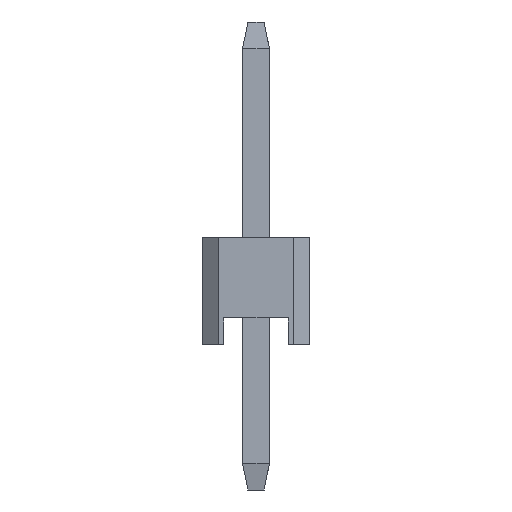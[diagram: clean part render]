
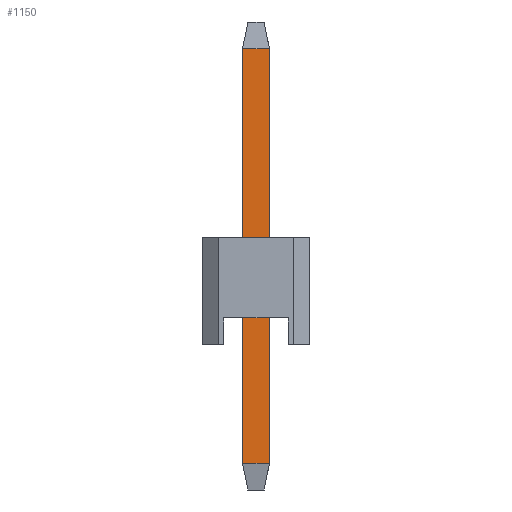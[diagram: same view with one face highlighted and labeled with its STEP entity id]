
A CAD part, left-side view. The second image highlights one B-rep face of the part: STEP entity #1150.
In plain terms, the highlighted planar face has unit normal (-1, 0, 0).
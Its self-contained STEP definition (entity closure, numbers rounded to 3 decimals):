
#1150=ADVANCED_FACE('',(#1912),#12162,.T.);
#1912=FACE_OUTER_BOUND('',#2732,.T.);
#2732=EDGE_LOOP('',(#6441,#6442,#6443,#6444));
#6441=ORIENTED_EDGE('',*,*,#8344,.F.);
#6442=ORIENTED_EDGE('',*,*,#8345,.F.);
#6443=ORIENTED_EDGE('',*,*,#8346,.F.);
#6444=ORIENTED_EDGE('',*,*,#8343,.F.);
#8343=EDGE_CURVE('',#11401,#11402,#10217,.T.);
#8344=EDGE_CURVE('',#11403,#11401,#10218,.T.);
#8345=EDGE_CURVE('',#11404,#11403,#10219,.T.);
#8346=EDGE_CURVE('',#11402,#11404,#10220,.T.);
#10217=B_SPLINE_CURVE_WITH_KNOTS('',1,(#19359,#19360),.UNSPECIFIED.,.F.,
 .F.,(2,2),(-7.7,0.),.UNSPECIFIED.);
#10218=B_SPLINE_CURVE_WITH_KNOTS('',1,(#19361,#19362),.UNSPECIFIED.,.F.,
 .F.,(2,2),(-0.5,0.),.UNSPECIFIED.);
#10219=B_SPLINE_CURVE_WITH_KNOTS('',1,(#19363,#19364),.UNSPECIFIED.,.F.,
 .F.,(2,2),(-7.7,0.),.UNSPECIFIED.);
#10220=B_SPLINE_CURVE_WITH_KNOTS('',1,(#19365,#19366),.UNSPECIFIED.,.F.,
 .F.,(2,2),(-0.5,0.),.UNSPECIFIED.);
#11401=VERTEX_POINT('',#19339);
#11402=VERTEX_POINT('',#19340);
#11403=VERTEX_POINT('',#19341);
#11404=VERTEX_POINT('',#19342);
#12162=PLANE('',#12944);
#12944=AXIS2_PLACEMENT_3D('',#19322,#13709,$);
#13709=DIRECTION('',(-1.,0.,0.));
#19322=CARTESIAN_POINT('',(-0.25,14.04,6.34));
#19339=CARTESIAN_POINT('',(-0.25,14.75,5.51));
#19340=CARTESIAN_POINT('',(-0.25,14.75,-2.19));
#19341=CARTESIAN_POINT('',(-0.25,15.25,5.51));
#19342=CARTESIAN_POINT('',(-0.25,15.25,-2.19));
#19359=CARTESIAN_POINT('',(-0.25,14.75,5.51));
#19360=CARTESIAN_POINT('',(-0.25,14.75,-2.19));
#19361=CARTESIAN_POINT('',(-0.25,15.25,5.51));
#19362=CARTESIAN_POINT('',(-0.25,14.75,5.51));
#19363=CARTESIAN_POINT('',(-0.25,15.25,-2.19));
#19364=CARTESIAN_POINT('',(-0.25,15.25,5.51));
#19365=CARTESIAN_POINT('',(-0.25,14.75,-2.19));
#19366=CARTESIAN_POINT('',(-0.25,15.25,-2.19));
